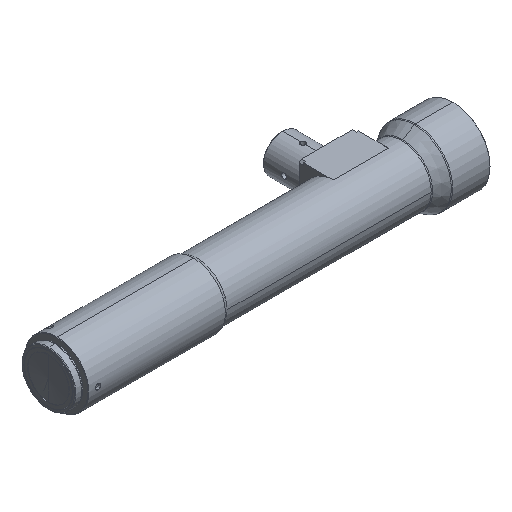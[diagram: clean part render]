
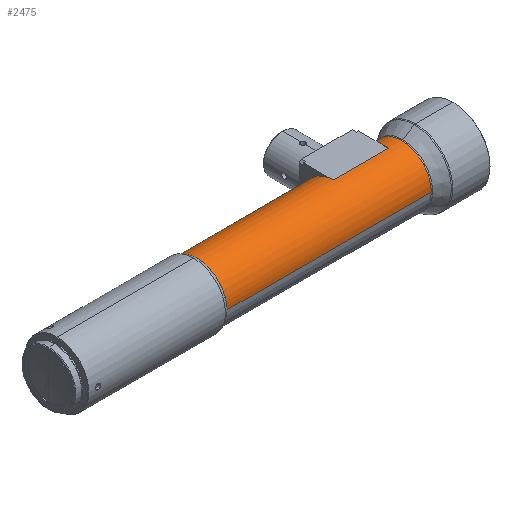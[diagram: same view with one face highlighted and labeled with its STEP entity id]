
A CAD part, isometric view. The second image highlights one B-rep face of the part: STEP entity #2475.
In plain terms, the highlighted cylindrical face has radius 14 mm (diameter 28 mm), a partial arc.
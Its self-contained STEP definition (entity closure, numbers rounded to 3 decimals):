
#45 = AXIS2_PLACEMENT_3D ( 'NONE', #3643, #2716, #3434 ) ;
#61 = CARTESIAN_POINT ( 'NONE',  ( -23.7, 14., 0. ) ) ;
#101 = CARTESIAN_POINT ( 'NONE',  ( -87.7, -13.095, 4.952 ) ) ;
#134 = DIRECTION ( 'NONE',  ( 1., 0., 0. ) ) ;
#138 = VERTEX_POINT ( 'NONE', #2668 ) ;
#198 = ORIENTED_EDGE ( 'NONE', *, *, #2147, .T. ) ;
#219 = CIRCLE ( 'NONE', #1386, 14. ) ;
#220 = CARTESIAN_POINT ( 'NONE',  ( -87.7, 14., 0. ) ) ;
#226 = CARTESIAN_POINT ( 'NONE',  ( 8.532, -14., 0. ) ) ;
#308 = DIRECTION ( 'NONE',  ( 0., 0., 1. ) ) ;
#363 = DIRECTION ( 'NONE',  ( -1., 0., 0. ) ) ;
#371 = VERTEX_POINT ( 'NONE', #3186 ) ;
#373 = DIRECTION ( 'NONE',  ( -1., 0., 0. ) ) ;
#411 = ORIENTED_EDGE ( 'NONE', *, *, #4009, .T. ) ;
#432 = CIRCLE ( 'NONE', #45, 14. ) ;
#668 = VERTEX_POINT ( 'NONE', #101 ) ;
#675 = CARTESIAN_POINT ( 'NONE',  ( 8.532, 14., 0. ) ) ;
#734 = DIRECTION ( 'NONE',  ( 0., 0., 1. ) ) ;
#776 = CARTESIAN_POINT ( 'NONE',  ( -87.7, 0., 0. ) ) ;
#843 = EDGE_LOOP ( 'NONE', ( #4202, #1114, #863, #2027, #3503, #198, #1324, #411, #2444, #2067 ) ) ;
#863 = ORIENTED_EDGE ( 'NONE', *, *, #1301, .T. ) ;
#879 = AXIS2_PLACEMENT_3D ( 'NONE', #1490, #3149, #3166 ) ;
#904 = CIRCLE ( 'NONE', #3587, 14. ) ;
#1114 = ORIENTED_EDGE ( 'NONE', *, *, #4005, .T. ) ;
#1247 = EDGE_CURVE ( 'NONE', #3947, #668, #2029, .T. ) ;
#1301 = EDGE_CURVE ( 'NONE', #1689, #371, #3511, .T. ) ;
#1324 = ORIENTED_EDGE ( 'NONE', *, *, #1247, .T. ) ;
#1386 = AXIS2_PLACEMENT_3D ( 'NONE', #3416, #363, #734 ) ;
#1437 = DIRECTION ( 'NONE',  ( 0., 0.354, 0.935 ) ) ;
#1449 = CARTESIAN_POINT ( 'NONE',  ( 2.3, 0., 0. ) ) ;
#1490 = CARTESIAN_POINT ( 'NONE',  ( 8.532, 0., 0. ) ) ;
#1508 = DIRECTION ( 'NONE',  ( 0., -1., 0. ) ) ;
#1569 = VERTEX_POINT ( 'NONE', #2044 ) ;
#1584 = LINE ( 'NONE', #3918, #3931 ) ;
#1649 = EDGE_CURVE ( 'NONE', #4305, #3574, #219, .T. ) ;
#1689 = VERTEX_POINT ( 'NONE', #2757 ) ;
#1690 = CARTESIAN_POINT ( 'NONE',  ( 8.532, 0., 14. ) ) ;
#1691 = CARTESIAN_POINT ( 'NONE',  ( 8.532, 0., 0. ) ) ;
#1711 = LINE ( 'NONE', #675, #4062 ) ;
#1818 = EDGE_CURVE ( 'NONE', #1569, #2770, #2376, .T. ) ;
#1821 = CARTESIAN_POINT ( 'NONE',  ( -23.7, 0., 0. ) ) ;
#1844 = LINE ( 'NONE', #4032, #2161 ) ;
#1981 = AXIS2_PLACEMENT_3D ( 'NONE', #1449, #2456, #3475 ) ;
#2027 = ORIENTED_EDGE ( 'NONE', *, *, #2994, .T. ) ;
#2029 = CIRCLE ( 'NONE', #3751, 14. ) ;
#2044 = CARTESIAN_POINT ( 'NONE',  ( 8.532, -14., 0. ) ) ;
#2067 = ORIENTED_EDGE ( 'NONE', *, *, #3028, .T. ) ;
#2147 = EDGE_CURVE ( 'NONE', #3205, #3947, #1584, .T. ) ;
#2161 = VECTOR ( 'NONE', #3022, 1000. ) ;
#2280 = DIRECTION ( 'NONE',  ( -1., 0., 0. ) ) ;
#2320 = AXIS2_PLACEMENT_3D ( 'NONE', #1821, #3119, #1508 ) ;
#2376 = LINE ( 'NONE', #226, #2837 ) ;
#2444 = ORIENTED_EDGE ( 'NONE', *, *, #1818, .F. ) ;
#2456 = DIRECTION ( 'NONE',  ( 1., 0., 0. ) ) ;
#2475 = ADVANCED_FACE ( 'NONE', ( #3554 ), #2678, .T. ) ;
#2668 = CARTESIAN_POINT ( 'NONE',  ( -23.7, 0., 14. ) ) ;
#2669 = CARTESIAN_POINT ( 'NONE',  ( -87.7, -14., 0. ) ) ;
#2678 = CYLINDRICAL_SURFACE ( 'NONE', #879, 14. ) ;
#2716 = DIRECTION ( 'NONE',  ( 1., 0., 0. ) ) ;
#2757 = CARTESIAN_POINT ( 'NONE',  ( 2.3, 14., 0. ) ) ;
#2770 = VERTEX_POINT ( 'NONE', #2669 ) ;
#2837 = VECTOR ( 'NONE', #2280, 1000. ) ;
#2994 = EDGE_CURVE ( 'NONE', #371, #138, #1844, .T. ) ;
#3022 = DIRECTION ( 'NONE',  ( -1., 0., 0. ) ) ;
#3028 = EDGE_CURVE ( 'NONE', #1569, #4305, #904, .T. ) ;
#3119 = DIRECTION ( 'NONE',  ( -1., 0., 0. ) ) ;
#3149 = DIRECTION ( 'NONE',  ( -1., 0., 0. ) ) ;
#3166 = DIRECTION ( 'NONE',  ( 0., -1., 0. ) ) ;
#3186 = CARTESIAN_POINT ( 'NONE',  ( 2.3, 0., 14. ) ) ;
#3205 = VERTEX_POINT ( 'NONE', #61 ) ;
#3227 = EDGE_CURVE ( 'NONE', #138, #3205, #4114, .T. ) ;
#3282 = DIRECTION ( 'NONE',  ( -1., 0., 0. ) ) ;
#3416 = CARTESIAN_POINT ( 'NONE',  ( 8.532, 0., 0. ) ) ;
#3418 = CARTESIAN_POINT ( 'NONE',  ( 8.532, 14., 0. ) ) ;
#3434 = DIRECTION ( 'NONE',  ( 0., 0.354, 0.935 ) ) ;
#3475 = DIRECTION ( 'NONE',  ( 0., 0., 1. ) ) ;
#3503 = ORIENTED_EDGE ( 'NONE', *, *, #3227, .T. ) ;
#3511 = CIRCLE ( 'NONE', #1981, 14. ) ;
#3554 = FACE_OUTER_BOUND ( 'NONE', #843, .T. ) ;
#3574 = VERTEX_POINT ( 'NONE', #3418 ) ;
#3587 = AXIS2_PLACEMENT_3D ( 'NONE', #1691, #373, #308 ) ;
#3643 = CARTESIAN_POINT ( 'NONE',  ( -87.7, 0., 0. ) ) ;
#3751 = AXIS2_PLACEMENT_3D ( 'NONE', #776, #134, #1437 ) ;
#3918 = CARTESIAN_POINT ( 'NONE',  ( 8.532, 14., 0. ) ) ;
#3931 = VECTOR ( 'NONE', #3282, 1000. ) ;
#3947 = VERTEX_POINT ( 'NONE', #220 ) ;
#4005 = EDGE_CURVE ( 'NONE', #3574, #1689, #1711, .T. ) ;
#4009 = EDGE_CURVE ( 'NONE', #668, #2770, #432, .T. ) ;
#4032 = CARTESIAN_POINT ( 'NONE',  ( -10.7, 0., 14. ) ) ;
#4062 = VECTOR ( 'NONE', #4333, 1000. ) ;
#4114 = CIRCLE ( 'NONE', #2320, 14. ) ;
#4202 = ORIENTED_EDGE ( 'NONE', *, *, #1649, .T. ) ;
#4305 = VERTEX_POINT ( 'NONE', #1690 ) ;
#4333 = DIRECTION ( 'NONE',  ( -1., 0., 0. ) ) ;
